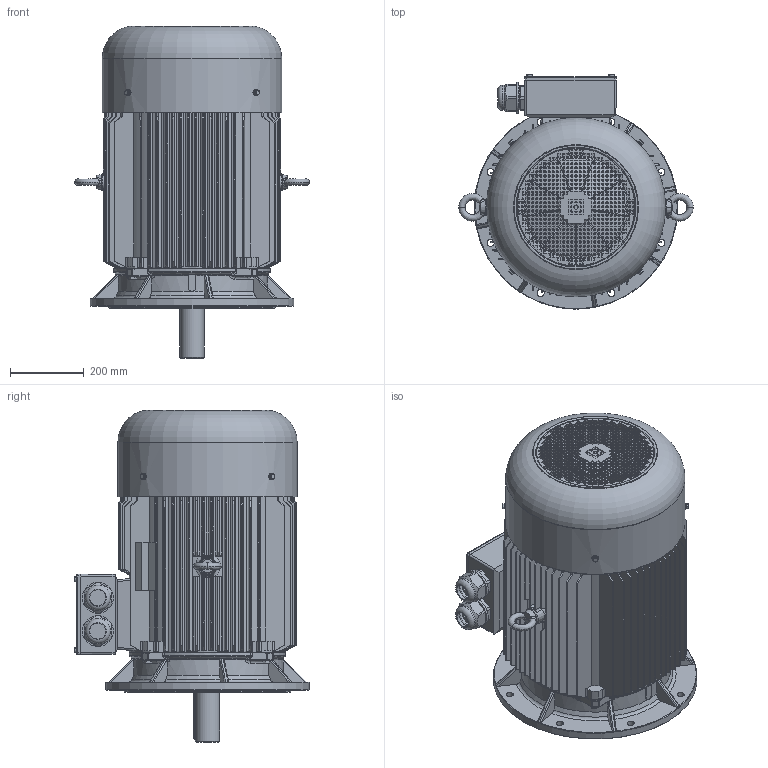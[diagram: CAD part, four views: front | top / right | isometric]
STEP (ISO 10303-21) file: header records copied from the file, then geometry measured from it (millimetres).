
FILE_DESCRIPTION(/* description */ (''),/* implementation_level */ '2;1');
FILE_NAME(/* name */ 'JM3-250M-4.6.8-B5.stp',/* time_stamp */ '2016-06-24T14:53:47+08:00',/* author */ (''),/* organization */ (''),/* preprocessor_version */ 'ST-DEVELOPER v15',/* originating_system */ 'SIEMENS PLM Software NX 8.5',/* authorisation */ '');
FILE_SCHEMA (('AUTOMOTIVE_DESIGN { 1 0 10303 214 3 1 1 1 }'));
Length unit declared in the file: millimetre
Products named in the file (1): pc119446389c2g
Bounding box: 634.8 x 633.8 x 898 mm (x, y, z)
Volume: 28471051.7 mm3; surface area: 6230388.7 mm2
Topology: 59 solids, 59 shells, 5654 faces, 15596 edges, 10220 vertices
Faces by surface type: plane 3689, cylinder 1063, cone 362, bspline 287, torus 235, sphere 18
Full cylindrical faces by diameter (mm): 7.188 x4, 8 x8, 8.4 x4, 9.026 x8, 10 x8, 10.863 x8, 11.2 x8, 12 x8, 12.6 x8, 16 x4, 20 x1, 43.312 x2, 51.188 x4, 61.031 x12, 63 x5, 64 x1, 64.969 x12, 65 x1, 67.922 x2, 69 x1, 70 x4, 82 x2, 83.672 x2, 90 x4, 270 x1, 400 x1, 481 x1, 485 x1, 550 x1
Entity records: 207902 total; most frequent: CARTESIAN_POINT 59007, ORIENTED_EDGE 30430, DIRECTION 26620, EDGE_CURVE 15215, LINE 10476, VECTOR 10476, VERTEX_POINT 10113, AXIS2_PLACEMENT_3D 8072
